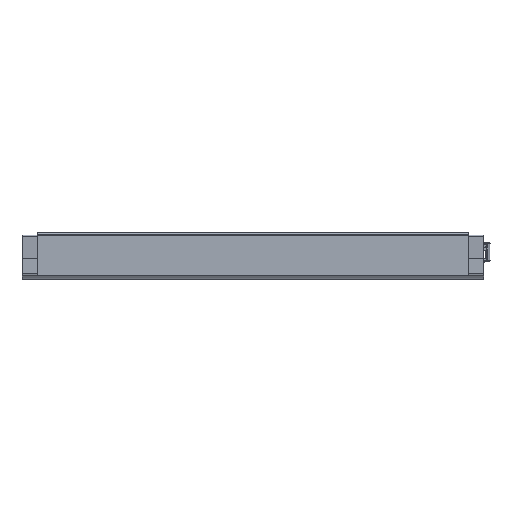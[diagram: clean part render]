
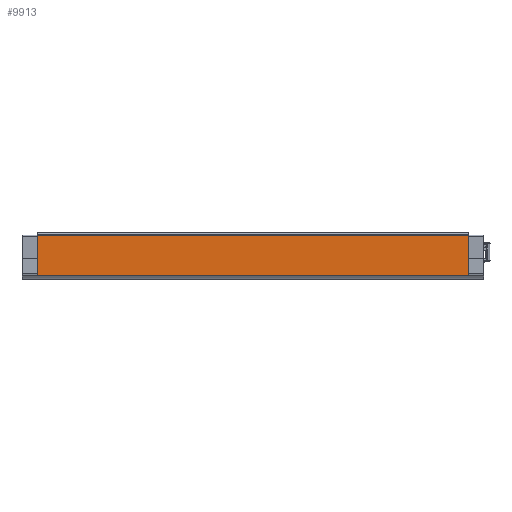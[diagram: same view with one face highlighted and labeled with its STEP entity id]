
A CAD part, left-side view. The second image highlights one B-rep face of the part: STEP entity #9913.
In plain terms, the highlighted planar face has unit normal (-1, 0, 0).
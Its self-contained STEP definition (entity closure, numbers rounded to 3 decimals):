
#1068=ORIENTED_EDGE('',*,*,#3850,.F.);
#1069=ORIENTED_EDGE('',*,*,#4011,.T.);
#1070=ORIENTED_EDGE('',*,*,#3947,.T.);
#1071=ORIENTED_EDGE('',*,*,#3965,.F.);
#3850=EDGE_CURVE('',#5354,#5355,#6349,.T.);
#3947=EDGE_CURVE('',#5448,#5447,#6399,.T.);
#3965=EDGE_CURVE('',#5355,#5447,#6412,.T.);
#4011=EDGE_CURVE('',#5354,#5448,#6449,.T.);
#5354=VERTEX_POINT('',#14072);
#5355=VERTEX_POINT('',#14074);
#5447=VERTEX_POINT('',#14263);
#5448=VERTEX_POINT('',#14265);
#6349=LINE('',#14073,#7330);
#6399=LINE('',#14264,#7380);
#6412=LINE('',#14295,#7393);
#6449=LINE('',#14364,#7430);
#7330=VECTOR('',#11538,1000.);
#7380=VECTOR('',#11684,1000.);
#7393=VECTOR('',#11717,1000.);
#7430=VECTOR('',#11814,1000.);
#8321=EDGE_LOOP('',(#1068,#1069,#1070,#1071));
#8929=FACE_BOUND('',#8321,.T.);
#9535=PLANE('',#10788);
#9913=ADVANCED_FACE('',(#8929),#9535,.F.);
#10788=AXIS2_PLACEMENT_3D('',#14363,#11812,#11813);
#11538=DIRECTION('',(0.,0.,1.));
#11684=DIRECTION('',(0.,0.,1.));
#11717=DIRECTION('',(0.,-1.,0.));
#11812=DIRECTION('',(1.,0.,0.));
#11813=DIRECTION('',(0.,0.,-1.));
#11814=DIRECTION('',(0.,-1.,0.));
#14072=CARTESIAN_POINT('',(-12.,200.,-12.9));
#14073=CARTESIAN_POINT('',(-12.,200.,-13.1));
#14074=CARTESIAN_POINT('',(-12.,200.,5.7));
#14263=CARTESIAN_POINT('',(-12.,0.,5.7));
#14264=CARTESIAN_POINT('',(-12.,0.,-13.1));
#14265=CARTESIAN_POINT('',(-12.,0.,-12.9));
#14295=CARTESIAN_POINT('',(-12.,200.,5.7));
#14363=CARTESIAN_POINT('',(-12.,200.,-13.1));
#14364=CARTESIAN_POINT('',(-12.,200.,-12.9));
